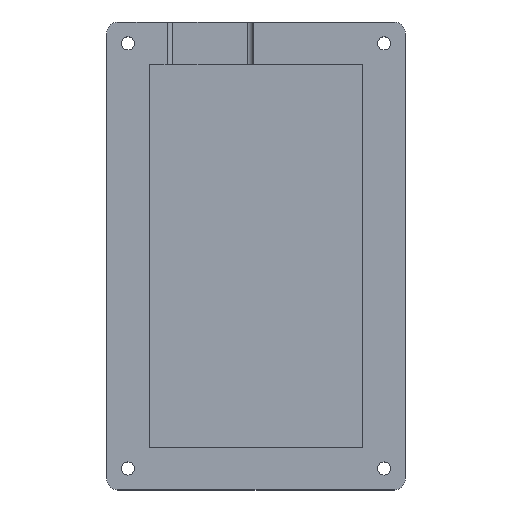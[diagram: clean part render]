
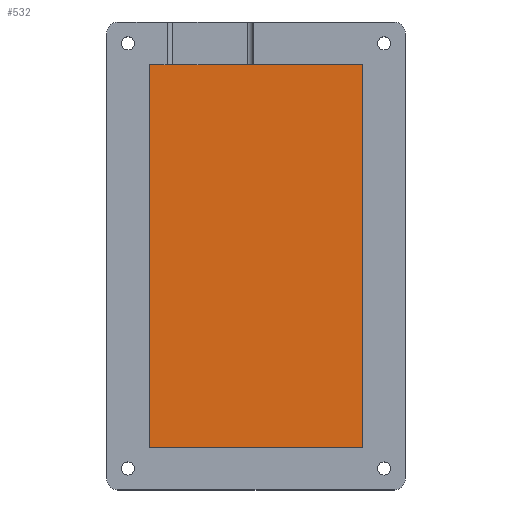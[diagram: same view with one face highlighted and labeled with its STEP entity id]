
A CAD part, top view. The second image highlights one B-rep face of the part: STEP entity #532.
In plain terms, the highlighted planar face has unit normal (0, 0, 1).
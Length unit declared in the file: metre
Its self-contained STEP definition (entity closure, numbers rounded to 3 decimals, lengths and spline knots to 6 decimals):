
#39=LINE('',#892,#81);
#40=LINE('',#895,#82);
#41=LINE('',#897,#83);
#42=LINE('',#899,#84);
#81=VECTOR('',#722,1.);
#82=VECTOR('',#723,1.);
#83=VECTOR('',#724,1.);
#84=VECTOR('',#725,1.);
#102=PLANE('',#599);
#176=ORIENTED_EDGE('',*,*,#303,.F.);
#177=ORIENTED_EDGE('',*,*,#304,.F.);
#178=ORIENTED_EDGE('',*,*,#305,.T.);
#179=ORIENTED_EDGE('',*,*,#306,.T.);
#303=EDGE_CURVE('',#364,#365,#39,.T.);
#304=EDGE_CURVE('',#366,#364,#40,.T.);
#305=EDGE_CURVE('',#366,#367,#41,.T.);
#306=EDGE_CURVE('',#367,#365,#42,.T.);
#364=VERTEX_POINT('',#893);
#365=VERTEX_POINT('',#894);
#366=VERTEX_POINT('',#896);
#367=VERTEX_POINT('',#898);
#426=EDGE_LOOP('',(#176,#177,#178,#179));
#478=FACE_BOUND('',#426,.T.);
#532=ADVANCED_FACE('',(#478),#102,.T.);
#599=AXIS2_PLACEMENT_3D('',#891,#720,#721);
#720=DIRECTION('',(0.,0.,1.));
#721=DIRECTION('',(1.,0.,0.));
#722=DIRECTION('',(0.,1.,0.));
#723=DIRECTION('',(-1.,0.,0.));
#724=DIRECTION('',(0.,1.,0.));
#725=DIRECTION('',(-1.,0.,0.));
#891=CARTESIAN_POINT('',(0.,0.,0.003));
#892=CARTESIAN_POINT('',(-0.023678,0.,0.003));
#893=CARTESIAN_POINT('',(-0.023678,-0.04241,0.003));
#894=CARTESIAN_POINT('',(-0.023678,0.04241,0.003));
#895=CARTESIAN_POINT('',(0.,-0.04241,0.003));
#896=CARTESIAN_POINT('',(0.023678,-0.04241,0.003));
#897=CARTESIAN_POINT('',(0.023678,0.,0.003));
#898=CARTESIAN_POINT('',(0.023678,0.04241,0.003));
#899=CARTESIAN_POINT('',(0.,0.04241,0.003));
